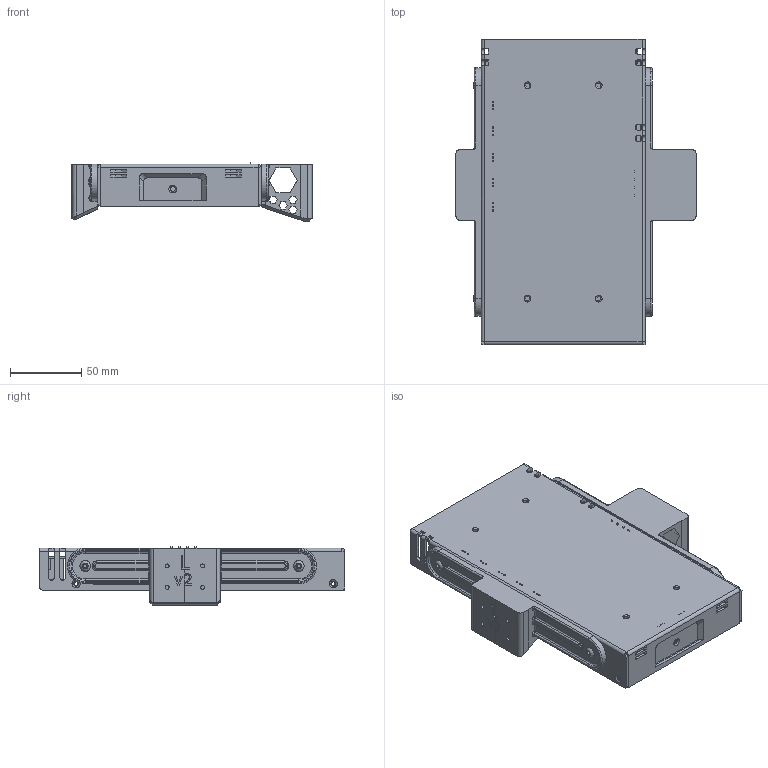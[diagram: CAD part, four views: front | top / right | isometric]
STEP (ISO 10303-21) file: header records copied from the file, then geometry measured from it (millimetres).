
FILE_DESCRIPTION(/* description */ (''),/* implementation_level */ '2;1');
FILE_NAME(/* name */ 'PSU Mount - LRS-350.step',/* time_stamp */ '2023-05-08T14:37:46-05:00',/* author */ (''),/* organization */ (''),/* preprocessor_version */ 'ST-DEVELOPER v19.2',/* originating_system */ 'Autodesk Translation Framework v12.4.0.73',/* authorisation */ '');
FILE_SCHEMA (('AUTOMOTIVE_DESIGN { 1 0 10303 214 3 1 1 }'));
Products named in the file (21): PSU Mount - LRS-350; PN100; a1.1; 55; 63.1; 63; uu.3; VR.1; FAN-ALL; FAN_4715KL40WB30_2; FAN_4715KL40WB30_2.1; pcb; tn.1.1.1; mos; MOS15.5x10.1.1.1.1.1.1.1.1.1.1.1.1.1.1.1.1.1; TOP-CASE; CASE; Fasteners; PN510; Left Mount; Right Mount
Assembly tree (29 placements, depth 5):
  PSU Mount - LRS-350
    PN100
      a1.1
        55
        63.1
        63
        uu.3
        VR.1
        FAN-ALL
          FAN_4715KL40WB30_2
          FAN_4715KL40WB30_2.1
        pcb
        tn.1.1.1
      mos
        MOS15.5x10.1.1.1.1.1.1.1.1.1.1.1.1.1.1.1.1.1  x7
      TOP-CASE
      CASE
    Fasteners
      PN510  x4
    Left Mount
    Right Mount
Bounding box: 168.7 x 215 x 40.9 mm (x, y, z)
Volume: 185229.2 mm3; surface area: 245003.8 mm2
Topology: 22 solids, 24 shells, 1676 faces, 4310 edges, 2739 vertices
Faces by surface type: plane 906, cylinder 449, bspline 195, torus 59, cone 47, sphere 20
Full cylindrical faces by diameter (mm): 0.927 x21, 1.5 x21, 2.381 x4, 2.6 x3, 2.65 x4, 2.8 x22, 3 x6, 3.1 x8, 3.2 x1, 3.37 x4, 3.4 x4, 3.5 x5, 3.7 x7, 4 x12, 4.5 x1, 4.72 x12, 5 x5, 6 x9, 7.6 x4, 24.286 x1, 24.762 x1, 52.381 x1
Entity records: 60826 total; most frequent: CARTESIAN_POINT 23543, ORIENTED_EDGE 7872, DIRECTION 7284, EDGE_CURVE 3939, VERTEX_POINT 2505, LINE 2440, VECTOR 2440, AXIS2_PLACEMENT_3D 2422
